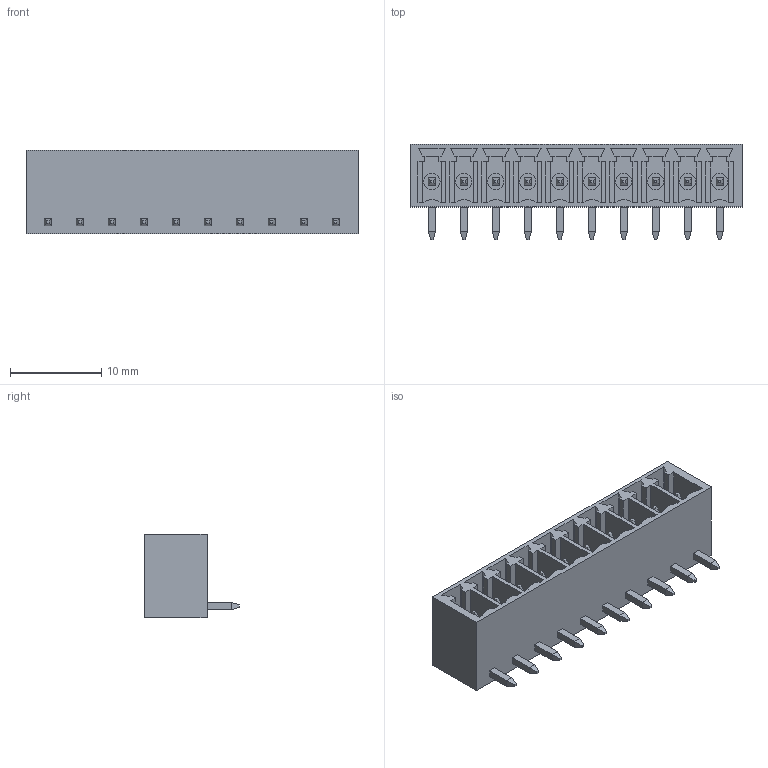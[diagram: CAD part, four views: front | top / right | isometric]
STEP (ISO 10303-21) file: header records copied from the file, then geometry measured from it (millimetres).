
FILE_DESCRIPTION((''),'2;1');
FILE_NAME('395021010','2015-01-20T',('me'),(''),'PRO/ENGINEER BY PARAMETRIC TECHNOLOGY CORPORATION, 2011490','PRO/ENGINEER BY PARAMETRIC TECHNOLOGY CORPORATION, 2011490','');
FILE_SCHEMA(('CONFIG_CONTROL_DESIGN'));
Length unit declared in the file: inch
Products named in the file (1): 395021010
Bounding box: 36.4 x 10.41 x 9.14 mm (x, y, z)
Volume: 1148.5 mm3; surface area: 3377.2 mm2
Topology: 1 solids, 1 shells, 406 faces, 1042 edges, 688 vertices
Faces by surface type: plane 376, cylinder 30
Entity records: 12025 total; most frequent: CARTESIAN_POINT 2097, ORIENTED_EDGE 2024, DIRECTION 1936, EDGE_CURVE 1012, VECTOR 962, LINE 962, VERTEX_POINT 648, AXIS2_PLACEMENT_3D 487
